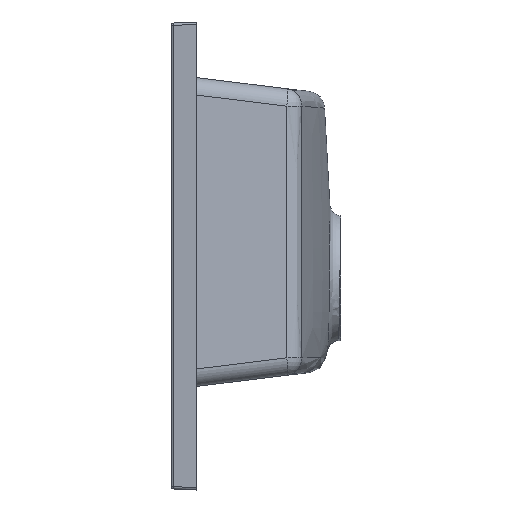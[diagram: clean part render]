
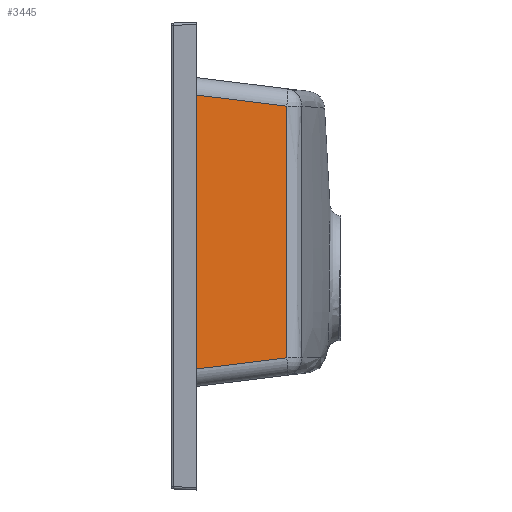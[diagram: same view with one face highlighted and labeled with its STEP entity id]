
A CAD part, left-side view. The second image highlights one B-rep face of the part: STEP entity #3445.
In plain terms, the highlighted planar face has unit normal (-0.993, -0.122, 0).
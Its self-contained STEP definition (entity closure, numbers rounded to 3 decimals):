
#63 = PLANE ( 'NONE',  #5982 ) ;
#87 = DIRECTION ( 'NONE',  ( 0.122, -0.993, 0. ) ) ;
#303 = CARTESIAN_POINT ( 'NONE',  ( -355.944, -98.741, 110.132 ) ) ;
#306 = VECTOR ( 'NONE', #2822, 1000. ) ;
#349 = CARTESIAN_POINT ( 'NONE',  ( -355.932, -98.84, -51.204 ) ) ;
#764 = CARTESIAN_POINT ( 'NONE',  ( -366.178, -15.391, -97.829 ) ) ;
#919 = ORIENTED_EDGE ( 'NONE', *, *, #2180, .T. ) ;
#1259 = VERTEX_POINT ( 'NONE', #3207 ) ;
#1808 = LINE ( 'NONE', #7250, #4180 ) ;
#2180 = EDGE_CURVE ( 'NONE', #3869, #6403, #7322, .T. ) ;
#2214 = CARTESIAN_POINT ( 'NONE',  ( -355.937, -98.795, 56.353 ) ) ;
#2673 = VECTOR ( 'NONE', #4412, 1000. ) ;
#2788 = CARTESIAN_POINT ( 'NONE',  ( -355.944, -98.735, -87.056 ) ) ;
#2822 = DIRECTION ( 'NONE',  ( 0.121, -0.985, 0.121 ) ) ;
#3061 = DIRECTION ( 'NONE',  ( -0.121, 0.985, 0.121 ) ) ;
#3147 = CARTESIAN_POINT ( 'NONE',  ( -366.178, -15.391, 138.29 ) ) ;
#3207 = CARTESIAN_POINT ( 'NONE',  ( -355.946, -98.723, 128.058 ) ) ;
#3339 = CARTESIAN_POINT ( 'NONE',  ( -366.178, -15.391, -97.29 ) ) ;
#3428 = CARTESIAN_POINT ( 'NONE',  ( -364.347, -30.304, -95.459 ) ) ;
#3445 = ADVANCED_FACE ( 'NONE', ( #6842 ), #63, .T. ) ;
#3747 = DIRECTION ( 'NONE',  ( -0.993, -0.122, 0. ) ) ;
#3869 = VERTEX_POINT ( 'NONE', #3339 ) ;
#4180 = VECTOR ( 'NONE', #3061, 1000. ) ;
#4202 = ORIENTED_EDGE ( 'NONE', *, *, #6601, .T. ) ;
#4412 = DIRECTION ( 'NONE',  ( 0., 0., -1. ) ) ;
#4607 = CARTESIAN_POINT ( 'NONE',  ( -355.941, -98.759, 92.205 ) ) ;
#5211 = B_SPLINE_CURVE_WITH_KNOTS ( 'NONE', 3,
 ( #2788, #349, #6378, #7031, #2214, #4607, #303, #5257 ),
 .UNSPECIFIED., .F., .F.,
 ( 4, 2, 2, 4 ),
 ( 0., 0.108, 0.161, 0.215 ),
 .UNSPECIFIED. ) ;
#5257 = CARTESIAN_POINT ( 'NONE',  ( -355.946, -98.723, 128.058 ) ) ;
#5982 = AXIS2_PLACEMENT_3D ( 'NONE', #6127, #3747, #87 ) ;
#6107 = EDGE_CURVE ( 'NONE', #1259, #6246, #1808, .T. ) ;
#6127 = CARTESIAN_POINT ( 'NONE',  ( -367.933, -1.097, 146. ) ) ;
#6246 = VERTEX_POINT ( 'NONE', #3147 ) ;
#6378 = CARTESIAN_POINT ( 'NONE',  ( -355.931, -98.845, -15.352 ) ) ;
#6403 = VERTEX_POINT ( 'NONE', #7383 ) ;
#6601 = EDGE_CURVE ( 'NONE', #6246, #3869, #7198, .T. ) ;
#6842 = FACE_OUTER_BOUND ( 'NONE', #6936, .T. ) ;
#6936 = EDGE_LOOP ( 'NONE', ( #7301, #4202, #919, #7319 ) ) ;
#7031 = CARTESIAN_POINT ( 'NONE',  ( -355.935, -98.812, 38.427 ) ) ;
#7198 = LINE ( 'NONE', #764, #2673 ) ;
#7250 = CARTESIAN_POINT ( 'NONE',  ( -368.02, -0.387, 140.132 ) ) ;
#7301 = ORIENTED_EDGE ( 'NONE', *, *, #6107, .T. ) ;
#7319 = ORIENTED_EDGE ( 'NONE', *, *, #7520, .T. ) ;
#7322 = LINE ( 'NONE', #3428, #306 ) ;
#7383 = CARTESIAN_POINT ( 'NONE',  ( -355.944, -98.735, -87.056 ) ) ;
#7520 = EDGE_CURVE ( 'NONE', #6403, #1259, #5211, .T. ) ;
